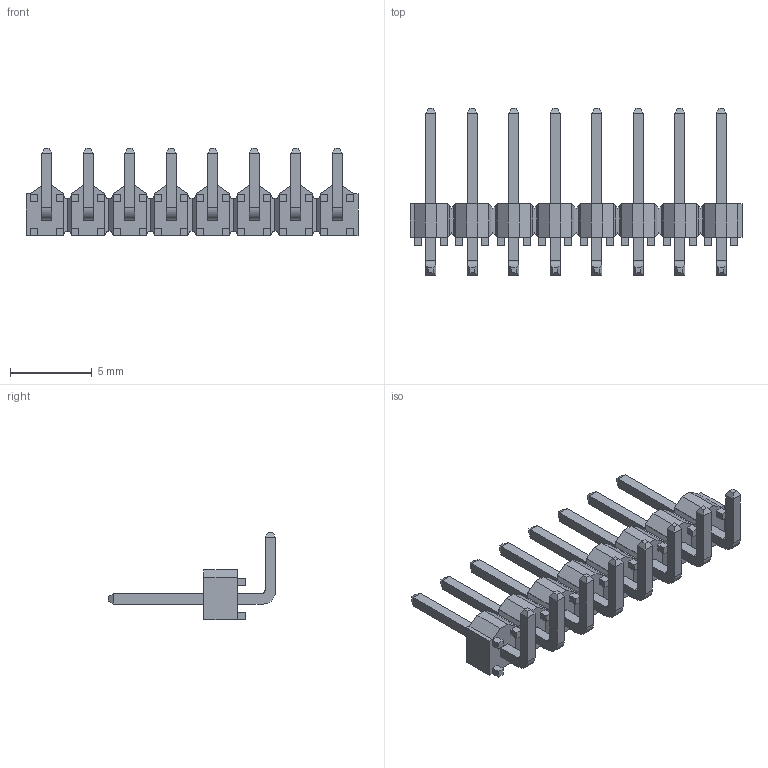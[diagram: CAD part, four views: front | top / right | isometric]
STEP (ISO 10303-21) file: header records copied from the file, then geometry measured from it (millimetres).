
FILE_DESCRIPTION(/* description */ ('STEP AP214'),/* implementation_level */ '2;1');
FILE_NAME(/* name */ 'HTSW-108-08-G-S-RA',/* time_stamp */ '2025-08-10T03:48:58+02:00',/* author */ ('License CC BY-ND 4.0'),/* organization */ ('CADENAS'),/* preprocessor_version */ 'ST-DEVELOPER v19.3',/* originating_system */ 'PARTsolutions',/* authorisation */ ' ');
FILE_SCHEMA (('AUTOMOTIVE_DESIGN {1 0 10303 214 3 1 1}'));
Length unit declared in the file: inch
Products named in the file (4): HTSW-108-08-G-S-RA; HTSW-108-08-G-S-RA_body; T-1S6-08-HTSW-1--08-8--G-RA-S; T-1S6-08-HTSW-1--08-8--G-RA-S2
Assembly tree (3 placements, depth 2):
  HTSW-108-08-G-S-RA
    HTSW-108-08-G-S-RA_body
    T-1S6-08-HTSW-1--08-8--G-RA-S
    T-1S6-08-HTSW-1--08-8--G-RA-S2
Bounding box: 20.32 x 10.22 x 5.33 mm (x, y, z)
Volume: 154.6 mm3; surface area: 665.8 mm2
Topology: 3 solids, 3 shells, 500 faces, 1252 edges, 776 vertices
Faces by surface type: plane 484, cylinder 16
Entity records: 14536 total; most frequent: CARTESIAN_POINT 2532, ORIENTED_EDGE 2504, DIRECTION 2292, EDGE_CURVE 1252, LINE 1220, VECTOR 1220, VERTEX_POINT 776, AXIS2_PLACEMENT_3D 536
